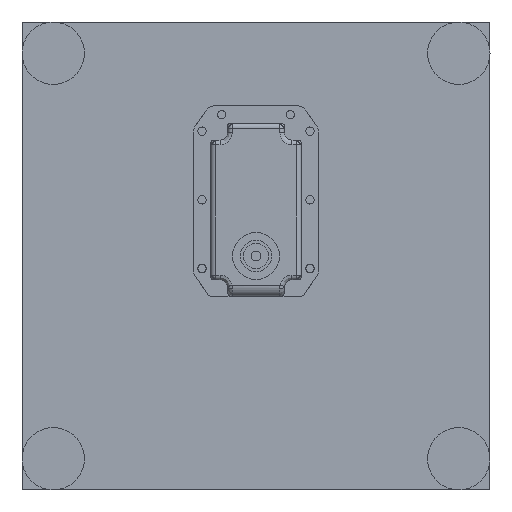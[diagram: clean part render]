
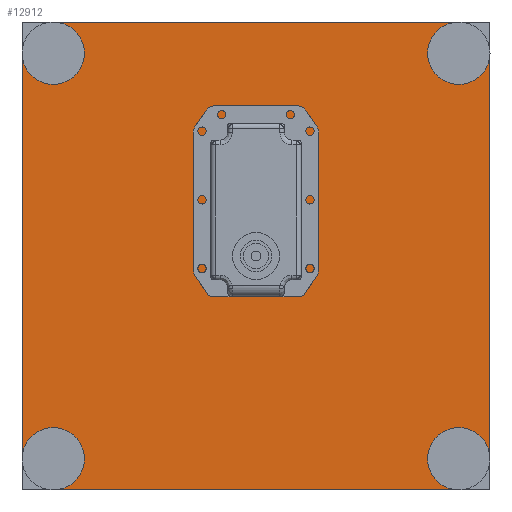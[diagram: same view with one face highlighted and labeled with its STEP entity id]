
A CAD part, front view. The second image highlights one B-rep face of the part: STEP entity #12912.
In plain terms, the highlighted planar face has unit normal (0, -1, 0).
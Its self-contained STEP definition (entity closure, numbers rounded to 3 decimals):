
#86 = CARTESIAN_POINT ( 'NONE',  ( -5.621, 254.937, 223.436 ) ) ;
#239 = VERTEX_POINT ( 'NONE', #16322 ) ;
#482 = CARTESIAN_POINT ( 'NONE',  ( 59.379, 254.937, 288.436 ) ) ;
#500 = LINE ( 'NONE', #2304, #6045 ) ;
#518 = DIRECTION ( 'NONE',  ( 0., -1., 0. ) ) ;
#535 = DIRECTION ( 'NONE',  ( 0., -1., 0. ) ) ;
#620 = EDGE_LOOP ( 'NONE', ( #11571, #10436, #8976, #16245, #5121, #9314, #8504, #5238, #7739, #13837, #2790, #12394 ) ) ;
#793 = CARTESIAN_POINT ( 'NONE',  ( 59.379, 254.937, 298.436 ) ) ;
#839 = DIRECTION ( 'NONE',  ( 0., 1., 0. ) ) ;
#942 = CIRCLE ( 'NONE', #9194, 3. ) ;
#1071 = VERTEX_POINT ( 'NONE', #7113 ) ;
#1121 = VECTOR ( 'NONE', #1873, 1000. ) ;
#1446 = EDGE_CURVE ( 'NONE', #6283, #1071, #9071, .T. ) ;
#1873 = DIRECTION ( 'NONE',  ( -1., 0., 0. ) ) ;
#2180 = VERTEX_POINT ( 'NONE', #3509 ) ;
#2304 = CARTESIAN_POINT ( 'NONE',  ( -80.621, 254.937, 298.436 ) ) ;
#2386 = VERTEX_POINT ( 'NONE', #11258 ) ;
#2525 = EDGE_CURVE ( 'NONE', #1071, #7705, #7460, .T. ) ;
#2591 = DIRECTION ( 'NONE',  ( 0., 0., 1. ) ) ;
#2728 = CARTESIAN_POINT ( 'NONE',  ( 69.379, 254.937, 288.436 ) ) ;
#2746 = DIRECTION ( 'NONE',  ( 0., 0., 1. ) ) ;
#2790 = ORIENTED_EDGE ( 'NONE', *, *, #3124, .F. ) ;
#2938 = CARTESIAN_POINT ( 'NONE',  ( 69.379, 254.937, 298.436 ) ) ;
#2974 = EDGE_CURVE ( 'NONE', #2180, #6185, #9614, .T. ) ;
#3124 = EDGE_CURVE ( 'NONE', #10105, #2180, #5057, .T. ) ;
#3147 = DIRECTION ( 'NONE',  ( 0., 0., -1. ) ) ;
#3261 = VERTEX_POINT ( 'NONE', #7690 ) ;
#3509 = CARTESIAN_POINT ( 'NONE',  ( -70.621, 254.937, 148.436 ) ) ;
#3545 = CARTESIAN_POINT ( 'NONE',  ( 59.379, 254.937, 158.436 ) ) ;
#3759 = DIRECTION ( 'NONE',  ( 0., -1., 0. ) ) ;
#3790 = PLANE ( 'NONE',  #16318 ) ;
#4010 = CARTESIAN_POINT ( 'NONE',  ( 69.379, 254.937, 298.436 ) ) ;
#4017 = EDGE_CURVE ( 'NONE', #10527, #6521, #14893, .T. ) ;
#4064 = DIRECTION ( 'NONE',  ( 0., 0., -1. ) ) ;
#4187 = CARTESIAN_POINT ( 'NONE',  ( 59.379, 254.937, 278.436 ) ) ;
#4430 = DIRECTION ( 'NONE',  ( 0., -1., 0. ) ) ;
#4458 = CARTESIAN_POINT ( 'NONE',  ( 59.379, 254.937, 288.436 ) ) ;
#4943 = VERTEX_POINT ( 'NONE', #11391 ) ;
#5057 = LINE ( 'NONE', #14409, #1121 ) ;
#5121 = ORIENTED_EDGE ( 'NONE', *, *, #9837, .F. ) ;
#5238 = ORIENTED_EDGE ( 'NONE', *, *, #11625, .F. ) ;
#5612 = DIRECTION ( 'NONE',  ( 0., 0., -1. ) ) ;
#5743 = DIRECTION ( 'NONE',  ( 0., -1., 0. ) ) ;
#5911 = AXIS2_PLACEMENT_3D ( 'NONE', #15549, #518, #5612 ) ;
#6012 = FACE_BOUND ( 'NONE', #15008, .T. ) ;
#6045 = VECTOR ( 'NONE', #11543, 1000. ) ;
#6089 = CARTESIAN_POINT ( 'NONE',  ( -70.621, 254.937, 278.436 ) ) ;
#6146 = DIRECTION ( 'NONE',  ( 0., 0., -1. ) ) ;
#6185 = VERTEX_POINT ( 'NONE', #14985 ) ;
#6283 = VERTEX_POINT ( 'NONE', #2728 ) ;
#6521 = VERTEX_POINT ( 'NONE', #11159 ) ;
#6643 = DIRECTION ( 'NONE',  ( 0., -1., 0. ) ) ;
#6678 = DIRECTION ( 'NONE',  ( 0., -1., 0. ) ) ;
#6874 = EDGE_CURVE ( 'NONE', #7705, #10105, #9914, .T. ) ;
#7113 = CARTESIAN_POINT ( 'NONE',  ( 69.379, 254.937, 158.436 ) ) ;
#7460 = CIRCLE ( 'NONE', #16179, 10. ) ;
#7486 = CARTESIAN_POINT ( 'NONE',  ( 59.379, 254.937, 168.436 ) ) ;
#7492 = ORIENTED_EDGE ( 'NONE', *, *, #9439, .T. ) ;
#7690 = CARTESIAN_POINT ( 'NONE',  ( -80.621, 254.937, 158.436 ) ) ;
#7705 = VERTEX_POINT ( 'NONE', #7486 ) ;
#7739 = ORIENTED_EDGE ( 'NONE', *, *, #8017, .F. ) ;
#8017 = EDGE_CURVE ( 'NONE', #6185, #3261, #15563, .T. ) ;
#8066 = CARTESIAN_POINT ( 'NONE',  ( -70.621, 254.937, 288.436 ) ) ;
#8091 = VECTOR ( 'NONE', #4064, 1000. ) ;
#8119 = DIRECTION ( 'NONE',  ( 0., 0., -1. ) ) ;
#8161 = DIRECTION ( 'NONE',  ( 0., 0., -1. ) ) ;
#8219 = AXIS2_PLACEMENT_3D ( 'NONE', #9444, #4430, #8231 ) ;
#8231 = DIRECTION ( 'NONE',  ( 0., 0., -1. ) ) ;
#8262 = DIRECTION ( 'NONE',  ( 0., -1., 0. ) ) ;
#8356 = AXIS2_PLACEMENT_3D ( 'NONE', #4458, #8262, #3147 ) ;
#8504 = ORIENTED_EDGE ( 'NONE', *, *, #10903, .F. ) ;
#8550 = AXIS2_PLACEMENT_3D ( 'NONE', #12700, #13960, #2746 ) ;
#8616 = CIRCLE ( 'NONE', #16284, 10. ) ;
#8976 = ORIENTED_EDGE ( 'NONE', *, *, #12281, .F. ) ;
#9071 = LINE ( 'NONE', #4010, #8091 ) ;
#9105 = EDGE_CURVE ( 'NONE', #4943, #2386, #14355, .T. ) ;
#9194 = AXIS2_PLACEMENT_3D ( 'NONE', #14935, #839, #10937 ) ;
#9314 = ORIENTED_EDGE ( 'NONE', *, *, #4017, .F. ) ;
#9439 = EDGE_CURVE ( 'NONE', #2386, #4943, #942, .T. ) ;
#9444 = CARTESIAN_POINT ( 'NONE',  ( 59.379, 254.937, 158.436 ) ) ;
#9614 = CIRCLE ( 'NONE', #15248, 10. ) ;
#9837 = EDGE_CURVE ( 'NONE', #6521, #13226, #10017, .T. ) ;
#9914 = CIRCLE ( 'NONE', #8219, 10. ) ;
#10017 = LINE ( 'NONE', #2938, #14536 ) ;
#10105 = VERTEX_POINT ( 'NONE', #13301 ) ;
#10436 = ORIENTED_EDGE ( 'NONE', *, *, #1446, .F. ) ;
#10527 = VERTEX_POINT ( 'NONE', #6089 ) ;
#10546 = DIRECTION ( 'NONE',  ( 1., 0., 0. ) ) ;
#10568 = CIRCLE ( 'NONE', #14954, 10. ) ;
#10818 = DIRECTION ( 'NONE',  ( 0., 0., -1. ) ) ;
#10835 = AXIS2_PLACEMENT_3D ( 'NONE', #8066, #6643, #8119 ) ;
#10903 = EDGE_CURVE ( 'NONE', #239, #10527, #8616, .T. ) ;
#10937 = DIRECTION ( 'NONE',  ( 0., 0., 1. ) ) ;
#11159 = CARTESIAN_POINT ( 'NONE',  ( -70.621, 254.937, 298.436 ) ) ;
#11258 = CARTESIAN_POINT ( 'NONE',  ( -5.621, 254.937, 226.436 ) ) ;
#11391 = CARTESIAN_POINT ( 'NONE',  ( -5.621, 254.937, 220.436 ) ) ;
#11543 = DIRECTION ( 'NONE',  ( 0., 0., 1. ) ) ;
#11571 = ORIENTED_EDGE ( 'NONE', *, *, #2525, .F. ) ;
#11625 = EDGE_CURVE ( 'NONE', #3261, #239, #500, .T. ) ;
#11854 = CARTESIAN_POINT ( 'NONE',  ( -70.621, 254.937, 288.436 ) ) ;
#12243 = VERTEX_POINT ( 'NONE', #4187 ) ;
#12281 = EDGE_CURVE ( 'NONE', #12243, #6283, #10568, .T. ) ;
#12298 = ORIENTED_EDGE ( 'NONE', *, *, #9105, .T. ) ;
#12394 = ORIENTED_EDGE ( 'NONE', *, *, #6874, .F. ) ;
#12496 = FACE_OUTER_BOUND ( 'NONE', #620, .T. ) ;
#12700 = CARTESIAN_POINT ( 'NONE',  ( -5.621, 254.937, 223.436 ) ) ;
#12912 = ADVANCED_FACE ( 'NONE', ( #12496, #6012 ), #3790, .F. ) ;
#12940 = CIRCLE ( 'NONE', #8356, 10. ) ;
#13110 = DIRECTION ( 'NONE',  ( 0., 0., -1. ) ) ;
#13226 = VERTEX_POINT ( 'NONE', #793 ) ;
#13277 = CARTESIAN_POINT ( 'NONE',  ( -70.621, 254.937, 158.436 ) ) ;
#13301 = CARTESIAN_POINT ( 'NONE',  ( 59.379, 254.937, 148.436 ) ) ;
#13802 = DIRECTION ( 'NONE',  ( 0., 1., 0. ) ) ;
#13837 = ORIENTED_EDGE ( 'NONE', *, *, #2974, .F. ) ;
#13960 = DIRECTION ( 'NONE',  ( 0., 1., 0. ) ) ;
#14355 = CIRCLE ( 'NONE', #8550, 3. ) ;
#14409 = CARTESIAN_POINT ( 'NONE',  ( 69.379, 254.937, 148.436 ) ) ;
#14536 = VECTOR ( 'NONE', #10546, 1000. ) ;
#14893 = CIRCLE ( 'NONE', #10835, 10. ) ;
#14935 = CARTESIAN_POINT ( 'NONE',  ( -5.621, 254.937, 223.436 ) ) ;
#14954 = AXIS2_PLACEMENT_3D ( 'NONE', #482, #535, #8161 ) ;
#14985 = CARTESIAN_POINT ( 'NONE',  ( -70.621, 254.937, 168.436 ) ) ;
#15008 = EDGE_LOOP ( 'NONE', ( #12298, #7492 ) ) ;
#15248 = AXIS2_PLACEMENT_3D ( 'NONE', #13277, #5743, #10818 ) ;
#15380 = EDGE_CURVE ( 'NONE', #13226, #12243, #12940, .T. ) ;
#15549 = CARTESIAN_POINT ( 'NONE',  ( -70.621, 254.937, 158.436 ) ) ;
#15563 = CIRCLE ( 'NONE', #5911, 10. ) ;
#16179 = AXIS2_PLACEMENT_3D ( 'NONE', #3545, #3759, #6146 ) ;
#16245 = ORIENTED_EDGE ( 'NONE', *, *, #15380, .F. ) ;
#16284 = AXIS2_PLACEMENT_3D ( 'NONE', #11854, #6678, #13110 ) ;
#16318 = AXIS2_PLACEMENT_3D ( 'NONE', #86, #13802, #2591 ) ;
#16322 = CARTESIAN_POINT ( 'NONE',  ( -80.621, 254.937, 288.436 ) ) ;
